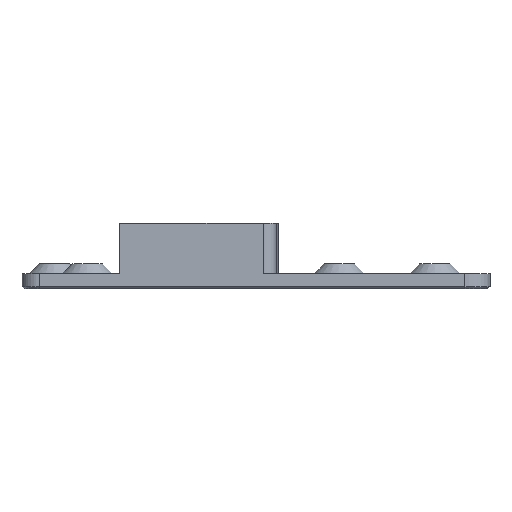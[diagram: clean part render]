
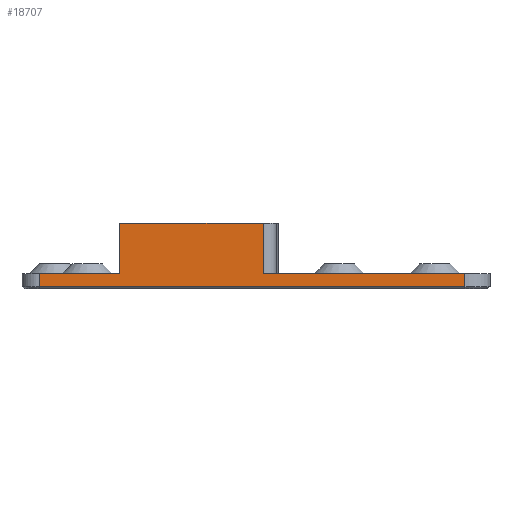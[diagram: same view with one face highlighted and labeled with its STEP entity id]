
A CAD part, left-side view. The second image highlights one B-rep face of the part: STEP entity #18707.
In plain terms, the highlighted planar face has unit normal (-1, 0, 0).
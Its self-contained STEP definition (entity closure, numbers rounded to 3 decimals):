
#375=LINE('',#25848,#2930);
#470=LINE('',#26739,#3025);
#481=LINE('',#26769,#3036);
#722=LINE('',#27391,#3277);
#1503=LINE('',#29088,#4058);
#1506=LINE('',#29093,#4061);
#1507=LINE('',#29095,#4062);
#1508=LINE('',#29096,#4063);
#2930=VECTOR('',#20874,10.);
#3025=VECTOR('',#21027,10.);
#3036=VECTOR('',#21060,10.);
#3277=VECTOR('',#21419,10.);
#4058=VECTOR('',#22364,10.);
#4061=VECTOR('',#22371,10.);
#4062=VECTOR('',#22374,10.);
#4063=VECTOR('',#22375,10.);
#5537=PLANE('',#19876);
#6589=FACE_OUTER_BOUND('',#7835,.T.);
#7835=EDGE_LOOP('',(#14720,#14721,#14722,#14723,#14724,#14725,#14726,#14727));
#8860=VERTEX_POINT('',#25845);
#8861=VERTEX_POINT('',#25847);
#8990=VERTEX_POINT('',#26737);
#8998=VERTEX_POINT('',#26767);
#9213=VERTEX_POINT('',#27388);
#9214=VERTEX_POINT('',#27390);
#10013=VERTEX_POINT('',#29060);
#10019=VERTEX_POINT('',#29084);
#10503=EDGE_CURVE('',#8861,#8860,#375,.F.);
#10645=EDGE_CURVE('',#8860,#8990,#470,.T.);
#10660=EDGE_CURVE('',#8990,#8998,#481,.F.);
#10927=EDGE_CURVE('',#9214,#9213,#722,.F.);
#11764=EDGE_CURVE('',#10013,#10019,#1503,.T.);
#11767=EDGE_CURVE('',#10019,#8998,#1506,.T.);
#11768=EDGE_CURVE('',#9214,#10013,#1507,.T.);
#11769=EDGE_CURVE('',#8861,#9213,#1508,.T.);
#14720=ORIENTED_EDGE('',*,*,#11764,.F.);
#14721=ORIENTED_EDGE('',*,*,#11768,.F.);
#14722=ORIENTED_EDGE('',*,*,#10927,.T.);
#14723=ORIENTED_EDGE('',*,*,#11769,.F.);
#14724=ORIENTED_EDGE('',*,*,#10503,.T.);
#14725=ORIENTED_EDGE('',*,*,#10645,.T.);
#14726=ORIENTED_EDGE('',*,*,#10660,.T.);
#14727=ORIENTED_EDGE('',*,*,#11767,.F.);
#18707=ADVANCED_FACE('',(#6589),#5537,.T.);
#19876=AXIS2_PLACEMENT_3D('',#29094,#22372,#22373);
#20874=DIRECTION('',(0.,-1.,0.));
#21027=DIRECTION('',(0.,0.,-1.));
#21060=DIRECTION('',(0.,-1.,0.));
#21419=DIRECTION('',(0.,-1.,0.));
#22364=DIRECTION('',(0.,1.,0.));
#22371=DIRECTION('',(0.,0.,1.));
#22372=DIRECTION('center_axis',(-1.,0.,0.));
#22373=DIRECTION('ref_axis',(0.,1.,0.));
#22374=DIRECTION('',(0.,0.,-1.));
#22375=DIRECTION('',(0.,0.,-1.));
#25845=CARTESIAN_POINT('',(-72.138,29.939,37.));
#25847=CARTESIAN_POINT('',(-72.138,1.339,37.));
#25848=CARTESIAN_POINT('',(-72.138,7.739,37.));
#26737=CARTESIAN_POINT('',(-72.138,29.939,27.));
#26739=CARTESIAN_POINT('',(-72.138,29.939,37.));
#26767=CARTESIAN_POINT('',(-72.138,46.011,27.));
#26769=CARTESIAN_POINT('',(-72.138,2.043,27.));
#27388=CARTESIAN_POINT('',(-72.138,1.339,27.));
#27390=CARTESIAN_POINT('',(-72.138,-39.018,27.));
#27391=CARTESIAN_POINT('',(-72.138,2.043,27.));
#29060=CARTESIAN_POINT('',(-72.138,-39.018,24.4));
#29084=CARTESIAN_POINT('',(-72.138,46.011,24.4));
#29088=CARTESIAN_POINT('',(-72.138,2.043,24.4));
#29093=CARTESIAN_POINT('',(-72.138,46.011,32.));
#29094=CARTESIAN_POINT('Origin',(-72.138,1.339,37.));
#29095=CARTESIAN_POINT('',(-72.138,-39.018,32.));
#29096=CARTESIAN_POINT('',(-72.138,1.339,37.));
